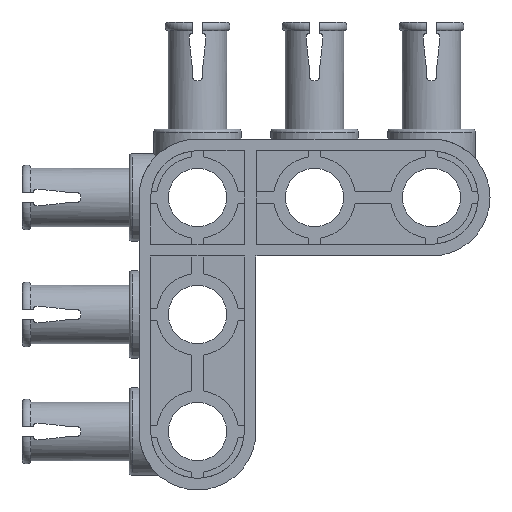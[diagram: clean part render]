
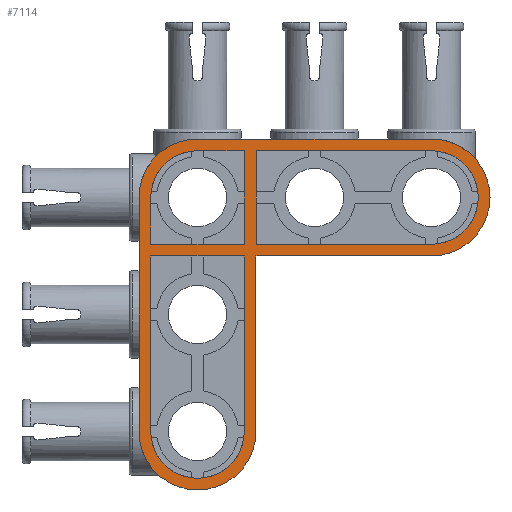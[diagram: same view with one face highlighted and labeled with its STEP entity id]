
A CAD part, front view. The second image highlights one B-rep face of the part: STEP entity #7114.
In plain terms, the highlighted planar face has unit normal (0, -1, 0).
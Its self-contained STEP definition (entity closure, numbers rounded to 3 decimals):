
#26=FACE_BOUND('',#1220,.T.);
#27=FACE_BOUND('',#1221,.T.);
#28=FACE_BOUND('',#1222,.T.);
#145=CIRCLE('',#7408,5.);
#180=CIRCLE('',#7506,5.);
#187=CIRCLE('',#7523,4.);
#234=CIRCLE('',#7641,4.);
#259=CIRCLE('',#7700,5.);
#260=CIRCLE('',#7701,4.);
#854=FACE_OUTER_BOUND('',#1219,.T.);
#1219=EDGE_LOOP('',(#5781,#5782,#5783,#5784,#5785,#5786,#5787));
#1220=EDGE_LOOP('',(#5788,#5789,#5790,#5791));
#1221=EDGE_LOOP('',(#5792,#5793,#5794,#5795,#5796));
#1222=EDGE_LOOP('',(#5797,#5798,#5799,#5800));
#1429=LINE('',#10587,#2031);
#1433=LINE('',#10594,#2035);
#1545=LINE('',#11820,#2147);
#1552=LINE('',#11836,#2154);
#1568=LINE('',#11868,#2170);
#1581=LINE('',#11902,#2183);
#1593=LINE('',#11934,#2195);
#1603=LINE('',#11954,#2205);
#1719=LINE('',#12278,#2321);
#1775=LINE('',#12428,#2377);
#1787=LINE('',#12462,#2389);
#1788=LINE('',#12463,#2390);
#1789=LINE('',#12465,#2391);
#1790=LINE('',#12468,#2392);
#2031=VECTOR('',#8242,10.);
#2035=VECTOR('',#8248,10.);
#2147=VECTOR('',#8674,10.);
#2154=VECTOR('',#8683,10.);
#2170=VECTOR('',#8703,10.);
#2183=VECTOR('',#8730,10.);
#2195=VECTOR('',#8756,10.);
#2205=VECTOR('',#8772,10.);
#2321=VECTOR('',#9102,10.);
#2377=VECTOR('',#9250,10.);
#2389=VECTOR('',#9298,10.);
#2390=VECTOR('',#9299,10.);
#2391=VECTOR('',#9300,10.);
#2392=VECTOR('',#9303,10.);
#2700=VERTEX_POINT('',#10580);
#2703=VERTEX_POINT('',#10585);
#2704=VERTEX_POINT('',#10589);
#2705=VERTEX_POINT('',#10592);
#2764=VERTEX_POINT('',#11017);
#2765=VERTEX_POINT('',#11019);
#2868=VERTEX_POINT('',#11781);
#2878=VERTEX_POINT('',#11805);
#2885=VERTEX_POINT('',#11818);
#2892=VERTEX_POINT('',#11833);
#2893=VERTEX_POINT('',#11835);
#2907=VERTEX_POINT('',#11866);
#2921=VERTEX_POINT('',#11900);
#2930=VERTEX_POINT('',#11921);
#2941=VERTEX_POINT('',#11952);
#3042=VERTEX_POINT('',#12276);
#3048=VERTEX_POINT('',#12295);
#3094=VERTEX_POINT('',#12460);
#3095=VERTEX_POINT('',#12464);
#3096=VERTEX_POINT('',#12466);
#3452=EDGE_CURVE('',#2700,#2703,#1429,.T.);
#3456=EDGE_CURVE('',#2704,#2705,#1433,.T.);
#3543=EDGE_CURVE('',#2765,#2764,#145,.T.);
#3698=EDGE_CURVE('',#2703,#2868,#180,.T.);
#3716=EDGE_CURVE('',#2878,#2885,#1545,.T.);
#3723=EDGE_CURVE('',#2893,#2892,#1552,.T.);
#3739=EDGE_CURVE('',#2892,#2907,#1568,.T.);
#3756=EDGE_CURVE('',#2907,#2921,#1581,.T.);
#3766=EDGE_CURVE('',#2921,#2930,#187,.T.);
#3772=EDGE_CURVE('',#2930,#2893,#1593,.T.);
#3783=EDGE_CURVE('',#2764,#2941,#1603,.T.);
#3941=EDGE_CURVE('',#2885,#3042,#1719,.T.);
#3951=EDGE_CURVE('',#3042,#3048,#234,.T.);
#4020=EDGE_CURVE('',#3048,#2878,#1775,.T.);
#4035=EDGE_CURVE('',#2941,#3094,#259,.T.);
#4036=EDGE_CURVE('',#3094,#2700,#1787,.T.);
#4037=EDGE_CURVE('',#2868,#2765,#1788,.T.);
#4038=EDGE_CURVE('',#2705,#3095,#1789,.T.);
#4039=EDGE_CURVE('',#3095,#3096,#260,.T.);
#4040=EDGE_CURVE('',#3096,#2704,#1790,.T.);
#5781=ORIENTED_EDGE('',*,*,#3783,.T.);
#5782=ORIENTED_EDGE('',*,*,#4035,.T.);
#5783=ORIENTED_EDGE('',*,*,#4036,.T.);
#5784=ORIENTED_EDGE('',*,*,#3452,.T.);
#5785=ORIENTED_EDGE('',*,*,#3698,.T.);
#5786=ORIENTED_EDGE('',*,*,#4037,.T.);
#5787=ORIENTED_EDGE('',*,*,#3543,.T.);
#5788=ORIENTED_EDGE('',*,*,#3456,.T.);
#5789=ORIENTED_EDGE('',*,*,#4038,.T.);
#5790=ORIENTED_EDGE('',*,*,#4039,.T.);
#5791=ORIENTED_EDGE('',*,*,#4040,.T.);
#5792=ORIENTED_EDGE('',*,*,#3723,.T.);
#5793=ORIENTED_EDGE('',*,*,#3739,.T.);
#5794=ORIENTED_EDGE('',*,*,#3756,.T.);
#5795=ORIENTED_EDGE('',*,*,#3766,.T.);
#5796=ORIENTED_EDGE('',*,*,#3772,.T.);
#5797=ORIENTED_EDGE('',*,*,#3716,.T.);
#5798=ORIENTED_EDGE('',*,*,#3941,.T.);
#5799=ORIENTED_EDGE('',*,*,#3951,.T.);
#5800=ORIENTED_EDGE('',*,*,#4020,.T.);
#6434=PLANE('',#7699);
#7114=ADVANCED_FACE('',(#854,#26,#27,#28),#6434,.F.);
#7408=AXIS2_PLACEMENT_3D('',#11020,#8391,#8392);
#7506=AXIS2_PLACEMENT_3D('',#11783,#8650,#8651);
#7523=AXIS2_PLACEMENT_3D('',#11923,#8745,#8746);
#7641=AXIS2_PLACEMENT_3D('',#12297,#9119,#9120);
#7699=AXIS2_PLACEMENT_3D('',#12459,#9294,#9295);
#7700=AXIS2_PLACEMENT_3D('',#12461,#9296,#9297);
#7701=AXIS2_PLACEMENT_3D('',#12467,#9301,#9302);
#8242=DIRECTION('',(1.,0.,0.));
#8248=DIRECTION('',(1.,0.,0.));
#8391=DIRECTION('center_axis',(0.,-1.,0.));
#8392=DIRECTION('ref_axis',(-1.,0.,0.));
#8650=DIRECTION('center_axis',(0.,-1.,0.));
#8651=DIRECTION('ref_axis',(1.,0.,0.));
#8674=DIRECTION('',(0.,0.,1.));
#8683=DIRECTION('',(0.,0.,-1.));
#8703=DIRECTION('',(-1.,0.,0.));
#8730=DIRECTION('',(0.,0.,1.));
#8745=DIRECTION('center_axis',(0.,1.,0.));
#8746=DIRECTION('ref_axis',(-0.125,0.,0.992));
#8756=DIRECTION('',(1.,0.,0.));
#8772=DIRECTION('',(0.,0.,-1.));
#9102=DIRECTION('',(1.,0.,0.));
#9119=DIRECTION('center_axis',(0.,1.,0.));
#9120=DIRECTION('ref_axis',(0.,0.,
-1.));
#9250=DIRECTION('',(-1.,0.,0.));
#9294=DIRECTION('center_axis',(0.,1.,0.));
#9295=DIRECTION('ref_axis',(0.,0.,
-1.));
#9296=DIRECTION('center_axis',(0.,-1.,0.));
#9297=DIRECTION('ref_axis',(0.,0.,
-1.));
#9298=DIRECTION('',(0.,0.,1.));
#9299=DIRECTION('',(-1.,0.,0.));
#9300=DIRECTION('',(0.,0.,-1.));
#9301=DIRECTION('center_axis',(0.,1.,0.));
#9302=DIRECTION('ref_axis',(-1.,0.,0.));
#9303=DIRECTION('',(0.,0.,1.));
#10580=CARTESIAN_POINT('',(5.072,-3.479,3.42));
#10585=CARTESIAN_POINT('',(20.072,-3.479,3.42));
#10587=CARTESIAN_POINT('',(4.572,-3.479,3.42));
#10589=CARTESIAN_POINT('',(-3.928,-3.479,3.42));
#10592=CARTESIAN_POINT('',(4.072,-3.479,3.42));
#10594=CARTESIAN_POINT('',(4.572,-3.479,3.42));
#11017=CARTESIAN_POINT('',(-4.928,-3.479,8.42));
#11019=CARTESIAN_POINT('',(0.072,-3.479,13.42));
#11020=CARTESIAN_POINT('Origin',(0.072,-3.479,8.42));
#11781=CARTESIAN_POINT('',(20.072,-3.479,13.42));
#11783=CARTESIAN_POINT('Origin',(20.072,-3.479,8.42));
#11805=CARTESIAN_POINT('',(5.072,-3.479,4.42));
#11818=CARTESIAN_POINT('',(5.072,-3.479,12.42));
#11820=CARTESIAN_POINT('',(5.072,-3.479,13.42));
#11833=CARTESIAN_POINT('',(4.072,-3.479,4.42));
#11835=CARTESIAN_POINT('',(4.072,-3.479,12.42));
#11836=CARTESIAN_POINT('',(4.072,-3.479,7.909));
#11866=CARTESIAN_POINT('',(-3.928,-3.479,4.42));
#11868=CARTESIAN_POINT('',(0.083,-3.479,4.42));
#11900=CARTESIAN_POINT('',(-3.928,-3.479,8.42));
#11902=CARTESIAN_POINT('',(-3.928,-3.479,7.909));
#11921=CARTESIAN_POINT('',(0.072,-3.479,12.42));
#11923=CARTESIAN_POINT('Origin',(0.072,-3.479,8.42));
#11934=CARTESIAN_POINT('',(0.583,-3.479,12.42));
#11952=CARTESIAN_POINT('',(-4.928,-3.479,-11.58));
#11954=CARTESIAN_POINT('',(-4.928,-3.479,3.42));
#12276=CARTESIAN_POINT('',(20.072,-3.479,12.42));
#12278=CARTESIAN_POINT('',(9.572,-3.479,12.42));
#12295=CARTESIAN_POINT('',(20.072,-3.479,4.42));
#12297=CARTESIAN_POINT('Origin',(20.072,-3.479,8.42));
#12428=CARTESIAN_POINT('',(19.572,-3.479,4.42));
#12459=CARTESIAN_POINT('Origin',(20.106,-3.479,8.42));
#12460=CARTESIAN_POINT('',(5.072,-3.479,-11.58));
#12461=CARTESIAN_POINT('Origin',(0.072,-3.479,-11.58));
#12462=CARTESIAN_POINT('',(5.072,-3.479,-6.58));
#12463=CARTESIAN_POINT('',(15.072,-3.479,13.42));
#12464=CARTESIAN_POINT('',(4.072,-3.479,-11.58));
#12465=CARTESIAN_POINT('',(4.072,-3.479,-6.58));
#12466=CARTESIAN_POINT('',(-3.928,-3.479,-11.58));
#12467=CARTESIAN_POINT('Origin',(0.072,-3.479,-11.58));
#12468=CARTESIAN_POINT('',(-3.928,-3.479,-11.08));
